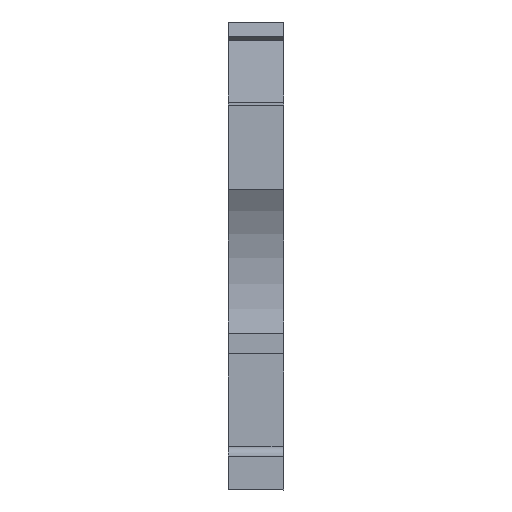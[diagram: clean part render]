
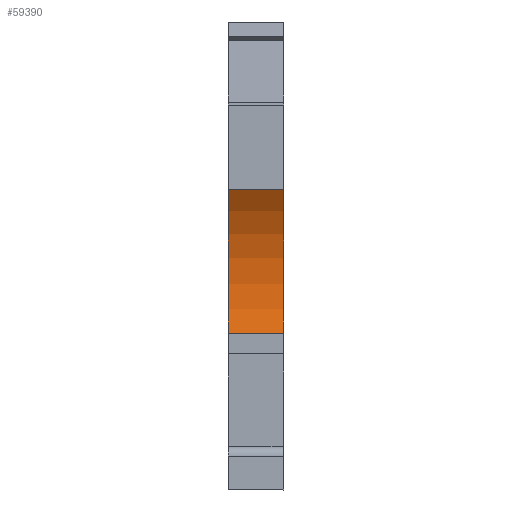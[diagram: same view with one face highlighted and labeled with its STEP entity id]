
A CAD part, front view. The second image highlights one B-rep face of the part: STEP entity #59390.
In plain terms, the highlighted cylindrical face has radius 15 mm (diameter 30 mm), a partial arc.
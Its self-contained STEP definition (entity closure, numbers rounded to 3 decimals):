
#17580=CARTESIAN_POINT('',(6.216,-20.37,
5.15));
#17590=VERTEX_POINT('',#17580);
#17620=CARTESIAN_POINT('',(6.216,-20.37,
5.665));
#17630=DIRECTION('',(0.,0.,-1.));
#17640=VECTOR('',#17630,1.);
#17650=LINE('',#17620,#17640);
#17660=CARTESIAN_POINT('',(6.216,-20.37,
0.));
#17670=VERTEX_POINT('',#17660);
#17680=EDGE_CURVE('',#17590,#17670,#17650,.T.);
#48680=CARTESIAN_POINT('',(15.633,-8.694,
0.));
#48690=DIRECTION('',(0.,0.,-1.));
#48700=DIRECTION('',(0.966,0.259,
0.));
#48710=AXIS2_PLACEMENT_3D('',#48680,#48690,#48700);
#48720=CIRCLE('',#48710,15.);
#48730=CARTESIAN_POINT('',(0.647,-8.051,
0.));
#48740=VERTEX_POINT('',#48730);
#48750=EDGE_CURVE('',#17670,#48740,#48720,.T.);
#55620=CARTESIAN_POINT('',(0.647,-8.051,
5.15));
#55630=VERTEX_POINT('',#55620);
#55660=CARTESIAN_POINT('',(15.633,-8.694,
5.15));
#55670=DIRECTION('',(0.,0.,-1.));
#55680=DIRECTION('',(0.966,0.259,
0.));
#55690=AXIS2_PLACEMENT_3D('',#55660,#55670,#55680);
#55700=CIRCLE('',#55690,15.);
#55710=EDGE_CURVE('',#17590,#55630,#55700,.T.);
#59230=CARTESIAN_POINT('',(15.633,-8.694,
5.665));
#59240=DIRECTION('',(0.,0.,-1.));
#59250=DIRECTION('',(0.966,0.259,
0.));
#59260=AXIS2_PLACEMENT_3D('',#59230,#59240,#59250);
#59270=CYLINDRICAL_SURFACE('',#59260,15.);
#59280=ORIENTED_EDGE('',*,*,#17680,.T.);
#59290=ORIENTED_EDGE('',*,*,#55710,.F.);
#59300=CARTESIAN_POINT('',(0.647,-8.051,
5.665));
#59310=DIRECTION('',(0.,0.,-1.));
#59320=VECTOR('',#59310,1.);
#59330=LINE('',#59300,#59320);
#59340=EDGE_CURVE('',#55630,#48740,#59330,.T.);
#59350=ORIENTED_EDGE('',*,*,#59340,.F.);
#59360=ORIENTED_EDGE('',*,*,#48750,.T.);
#59370=EDGE_LOOP('',(#59360,#59350,#59290,#59280));
#59380=FACE_OUTER_BOUND('',#59370,.T.);
#59390=ADVANCED_FACE('',(#59380),#59270,.F.);
